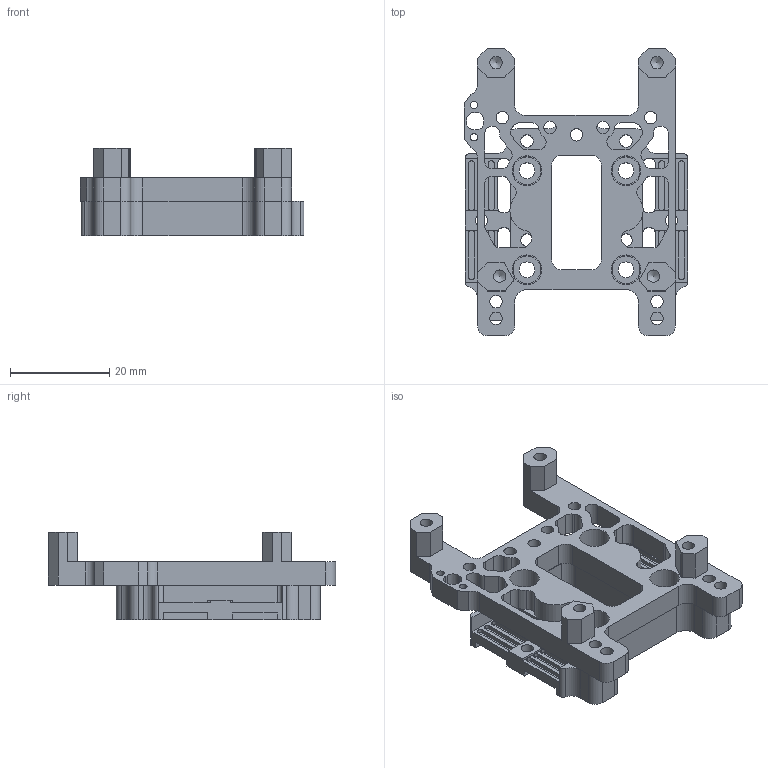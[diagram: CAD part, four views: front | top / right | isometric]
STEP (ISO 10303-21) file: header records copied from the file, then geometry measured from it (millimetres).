
FILE_DESCRIPTION(('HOOPS Exchange Step'),'2;1');
FILE_NAME('temp_export','2023-12-12T22:39:30+08:00',('live'),('Shapr3D Limited'),'HOOPS Exchange 2023.2','Shapr3D','Authorized');
FILE_SCHEMA( ('AUTOMOTIVE_DESIGN { 1 0 10303 214 1 1 1 1 }') );
Length unit declared in the file: millimetre
Products named in the file (4): 9mmGantry_Toolhead_Base; 9mmStealthburner_Mount.step; 9mm_Toolhead_Carriage.STEP; root
Assembly tree (3 placements, depth 3):
  root
    9mm_Toolhead_Carriage.STEP
      9mmGantry_Toolhead_Base
      9mmStealthburner_Mount.step
Bounding box: 45.21 x 58 x 17.7 mm (x, y, z)
Volume: 10453.6 mm3; surface area: 11385.5 mm2
Topology: 2 solids, 2 shells, 396 faces, 1155 edges, 766 vertices
Faces by surface type: cylinder 201, plane 191, cone 4
Full cylindrical faces by diameter (mm): 1.5 x2, 2.5 x19, 3.2 x7, 5.6 x4, 6 x9, 6.1 x2
Entity records: 13439 total; most frequent: DIRECTION 2361, CARTESIAN_POINT 2317, ORIENTED_EDGE 2302, EDGE_CURVE 1151, AXIS2_PLACEMENT_3D 810, VERTEX_POINT 766, VECTOR 741, LINE 741
